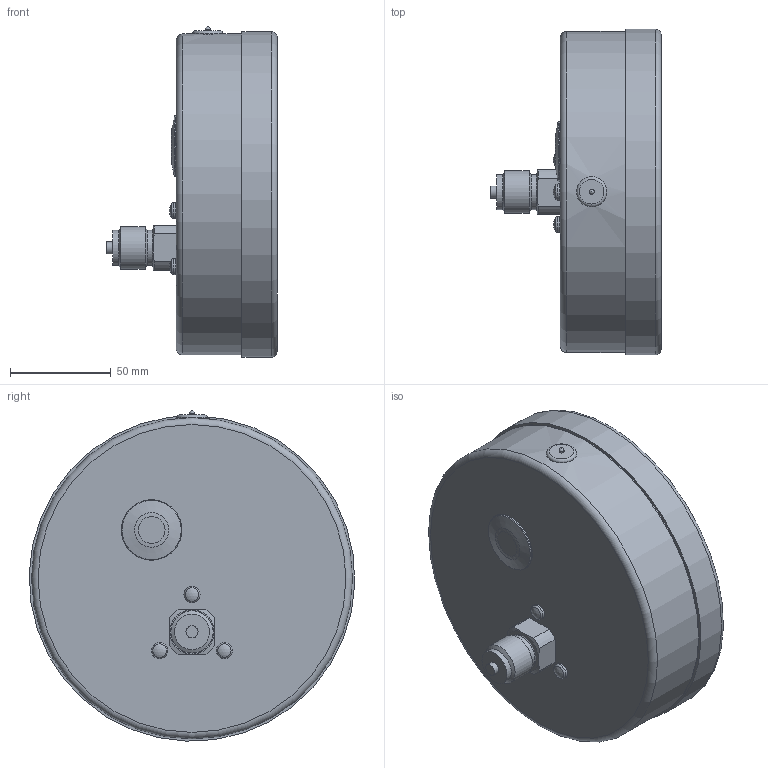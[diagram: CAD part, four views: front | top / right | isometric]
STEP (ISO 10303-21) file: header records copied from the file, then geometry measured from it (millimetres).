
FILE_DESCRIPTION(/* description */ (''),/* implementation_level */ '2;1');
FILE_NAME(/* name */ 'RF160I_D411_853XX411.stp',/* time_stamp */ '2018-01-18T10:53:26+01:00',/* author */ ('acgl'),/* organization */ (''),/* preprocessor_version */ 'ST-DEVELOPER v15.6',/* originating_system */ 'Autodesk Inventor 2015',/* authorisation */ '');
FILE_SCHEMA (('AUTOMOTIVE_DESIGN { 1 0 10303 214 3 1 1 }'));
Length unit declared in the file: centimetre
Products named in the file (1): RF160I_D411_853XX411
Bounding box: 84.5 x 161.2 x 163.6 mm (x, y, z)
Volume: 960858.3 mm3; surface area: 68283.4 mm2
Topology: 1 solids, 1 shells, 59 faces, 116 edges, 71 vertices
Faces by surface type: plane 17, cylinder 15, cone 10, torus 9, bspline 4, sphere 4
Full cylindrical faces by diameter (mm): 2.5 x1, 6 x1, 15 x1, 17.5 x2, 20.96 x1, 30 x1, 159 x1, 161.3 x1
Entity records: 2070 total; most frequent: CARTESIAN_POINT 843, DIRECTION 236, ORIENTED_EDGE 182, AXIS2_PLACEMENT_3D 111, EDGE_LOOP 96, EDGE_CURVE 89, VERTEX_POINT 69, STYLED_ITEM 60
